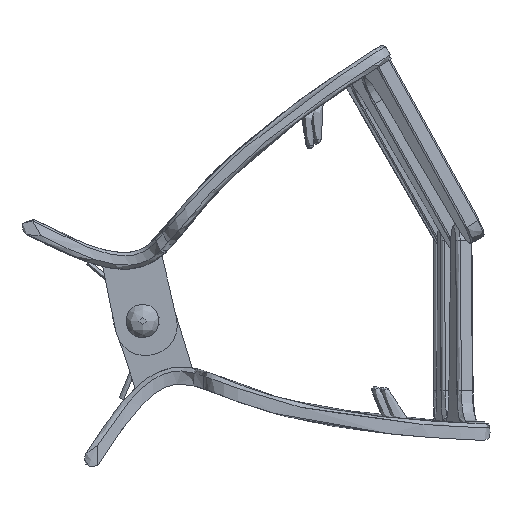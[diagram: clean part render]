
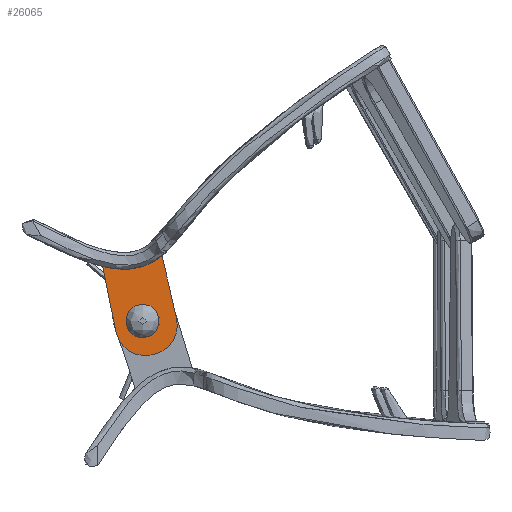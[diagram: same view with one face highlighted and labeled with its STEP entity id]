
A CAD part, left-side view. The second image highlights one B-rep face of the part: STEP entity #26065.
In plain terms, the highlighted planar face has unit normal (-1, 0, 0).
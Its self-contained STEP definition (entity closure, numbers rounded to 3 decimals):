
#25588 = VERTEX_POINT('',#25589);
#25589 = CARTESIAN_POINT('',(-12.,43.861,6.789));
#25618 = VERTEX_POINT('',#25619);
#25619 = CARTESIAN_POINT('',(-12.,48.712,6.838));
#25626 = EDGE_CURVE('',#25618,#25627,#25629,.T.);
#25627 = VERTEX_POINT('',#25628);
#25628 = CARTESIAN_POINT('',(-12.,46.264,6.496));
#25629 = B_SPLINE_CURVE_WITH_KNOTS('',3,(#25630,#25631,#25632,#25633),
  .UNSPECIFIED.,.F.,.F.,(4,4),(-1.368,-0.858),
  .PIECEWISE_BEZIER_KNOTS.);
#25630 = CARTESIAN_POINT('',(-12.,48.712,6.838));
#25631 = CARTESIAN_POINT('',(-12.,47.857,6.637));
#25632 = CARTESIAN_POINT('',(-12.,47.047,6.518));
#25633 = CARTESIAN_POINT('',(-12.,46.264,6.496));
#25635 = EDGE_CURVE('',#25627,#25588,#25636,.T.);
#25636 = B_SPLINE_CURVE_WITH_KNOTS('',3,(#25637,#25638,#25639,#25640,
    #25641,#25642,#25643),.UNSPECIFIED.,.F.,.F.,(4,3,4),(-0.858
    ,-0.723,-0.43),.UNSPECIFIED.);
#25637 = CARTESIAN_POINT('',(-12.,46.264,6.496));
#25638 = CARTESIAN_POINT('',(-12.,46.,6.489));
#25639 = CARTESIAN_POINT('',(-12.,45.74,6.492));
#25640 = CARTESIAN_POINT('',(-12.,45.482,6.507));
#25641 = CARTESIAN_POINT('',(-12.,44.924,6.54));
#25642 = CARTESIAN_POINT('',(-12.,44.379,6.637));
#25643 = CARTESIAN_POINT('',(-12.,43.861,6.789));
#25648 = VERTEX_POINT('',#25649);
#25649 = CARTESIAN_POINT('',(-12.,41.315,8.151));
#25801 = VERTEX_POINT('',#25802);
#25802 = CARTESIAN_POINT('',(-12.,41.971,7.665));
#25808 = EDGE_CURVE('',#25801,#25588,#25809,.T.);
#25809 = B_SPLINE_CURVE_WITH_KNOTS('',3,(#25810,#25811,#25812,#25813,
    #25814,#25815),.UNSPECIFIED.,.F.,.F.,(4,2,4),(3.5,
    3.525,4.029),.UNSPECIFIED.);
#25810 = CARTESIAN_POINT('',(-12.,41.971,7.665));
#25811 = CARTESIAN_POINT('',(-12.,41.997,7.647));
#25812 = CARTESIAN_POINT('',(-12.,42.023,7.63));
#25813 = CARTESIAN_POINT('',(-12.,42.586,7.268));
#25814 = CARTESIAN_POINT('',(-12.,43.192,6.986));
#25815 = CARTESIAN_POINT('',(-12.,43.861,6.789));
#25848 = VERTEX_POINT('',#25849);
#25849 = CARTESIAN_POINT('',(-12.,41.27,8.188));
#25855 = EDGE_CURVE('',#25848,#25648,#25856,.T.);
#25856 = B_SPLINE_CURVE_WITH_KNOTS('',3,(#25857,#25858,#25859,#25860),
  .UNSPECIFIED.,.F.,.F.,(4,4),(3.214,3.241),
  .PIECEWISE_BEZIER_KNOTS.);
#25857 = CARTESIAN_POINT('',(-12.,41.27,8.188));
#25858 = CARTESIAN_POINT('',(-12.,41.284,8.176));
#25859 = CARTESIAN_POINT('',(-12.,41.299,8.164));
#25860 = CARTESIAN_POINT('',(-12.,41.315,8.151));
#25892 = VERTEX_POINT('',#25893);
#25893 = CARTESIAN_POINT('',(-12.,44.317,1.038));
#25899 = EDGE_CURVE('',#25892,#25892,#25900,.T.);
#25900 = CIRCLE('',#25901,1.198);
#25901 = AXIS2_PLACEMENT_3D('',#25902,#25903,#25904);
#25902 = CARTESIAN_POINT('',(-12.,43.718,0.));
#25903 = DIRECTION('',(-1.,0.,-0.));
#25904 = DIRECTION('',(0.,-0.5,-0.866));
#25916 = EDGE_CURVE('',#25917,#25919,#25921,.T.);
#25917 = VERTEX_POINT('',#25918);
#25918 = CARTESIAN_POINT('',(-12.,39.45,0.328));
#25919 = VERTEX_POINT('',#25920);
#25920 = CARTESIAN_POINT('',(-12.,42.359,-4.194));
#25921 = CIRCLE('',#25922,3.75);
#25922 = AXIS2_PLACEMENT_3D('',#25923,#25924,#25925);
#25923 = CARTESIAN_POINT('',(-12.,43.103,-0.518));
#25924 = DIRECTION('',(1.,0.,0.));
#25925 = DIRECTION('',(0.,-0.974,0.226));
#25948 = EDGE_CURVE('',#25949,#25919,#25951,.T.);
#25949 = VERTEX_POINT('',#25950);
#25950 = CARTESIAN_POINT('',(-12.,42.642,-4.251));
#25951 = LINE('',#25952,#25953);
#25952 = CARTESIAN_POINT('',(-12.,42.642,-4.251));
#25953 = VECTOR('',#25954,1.);
#25954 = DIRECTION('',(0.,-0.98,0.198));
#25972 = EDGE_CURVE('',#25949,#25973,#25975,.T.);
#25973 = VERTEX_POINT('',#25974);
#25974 = CARTESIAN_POINT('',(-12.,47.061,-1.319));
#25975 = CIRCLE('',#25976,3.75);
#25976 = AXIS2_PLACEMENT_3D('',#25977,#25978,#25979);
#25977 = CARTESIAN_POINT('',(-12.,43.386,-0.575));
#25978 = DIRECTION('',(1.,0.,0.));
#25979 = DIRECTION('',(0.,-0.198,-0.98));
#26000 = EDGE_CURVE('',#25618,#25973,#26001,.T.);
#26001 = LINE('',#26002,#26003);
#26002 = CARTESIAN_POINT('',(-12.,48.712,6.838));
#26003 = VECTOR('',#26004,1.);
#26004 = DIRECTION('',(0.,-0.198,-0.98));
#26014 = EDGE_CURVE('',#25648,#25801,#26015,.T.);
#26015 = B_SPLINE_CURVE_WITH_KNOTS('',3,(#26016,#26017,#26018,#26019),
  .UNSPECIFIED.,.F.,.F.,(4,4),(3.241,3.5),
  .PIECEWISE_BEZIER_KNOTS.);
#26016 = CARTESIAN_POINT('',(-12.,41.315,8.151));
#26017 = CARTESIAN_POINT('',(-12.,41.469,8.025));
#26018 = CARTESIAN_POINT('',(-12.,41.702,7.843));
#26019 = CARTESIAN_POINT('',(-12.,41.971,7.665));
#26052 = EDGE_CURVE('',#25917,#25848,#26053,.T.);
#26053 = LINE('',#26054,#26055);
#26054 = CARTESIAN_POINT('',(-12.,39.45,0.328));
#26055 = VECTOR('',#26056,1.);
#26056 = DIRECTION('',(0.,0.226,0.974));
#26065 = ADVANCED_FACE('',(#26066,#26078),#26081,.F.);
#26066 = FACE_BOUND('',#26067,.T.);
#26067 = EDGE_LOOP('',(#26068,#26069,#26070,#26071,#26072,#26073,#26074,
    #26075,#26076,#26077));
#26068 = ORIENTED_EDGE('',*,*,#25626,.F.);
#26069 = ORIENTED_EDGE('',*,*,#26000,.T.);
#26070 = ORIENTED_EDGE('',*,*,#25972,.F.);
#26071 = ORIENTED_EDGE('',*,*,#25948,.T.);
#26072 = ORIENTED_EDGE('',*,*,#25916,.F.);
#26073 = ORIENTED_EDGE('',*,*,#26052,.T.);
#26074 = ORIENTED_EDGE('',*,*,#25855,.T.);
#26075 = ORIENTED_EDGE('',*,*,#26014,.T.);
#26076 = ORIENTED_EDGE('',*,*,#25808,.T.);
#26077 = ORIENTED_EDGE('',*,*,#25635,.F.);
#26078 = FACE_BOUND('',#26079,.T.);
#26079 = EDGE_LOOP('',(#26080));
#26080 = ORIENTED_EDGE('',*,*,#25899,.F.);
#26081 = PLANE('',#26082);
#26082 = AXIS2_PLACEMENT_3D('',#26083,#26084,#26085);
#26083 = CARTESIAN_POINT('',(-12.,43.629,2.31));
#26084 = DIRECTION('',(1.,0.,0.));
#26085 = DIRECTION('',(0.,-0.5,-0.866));
